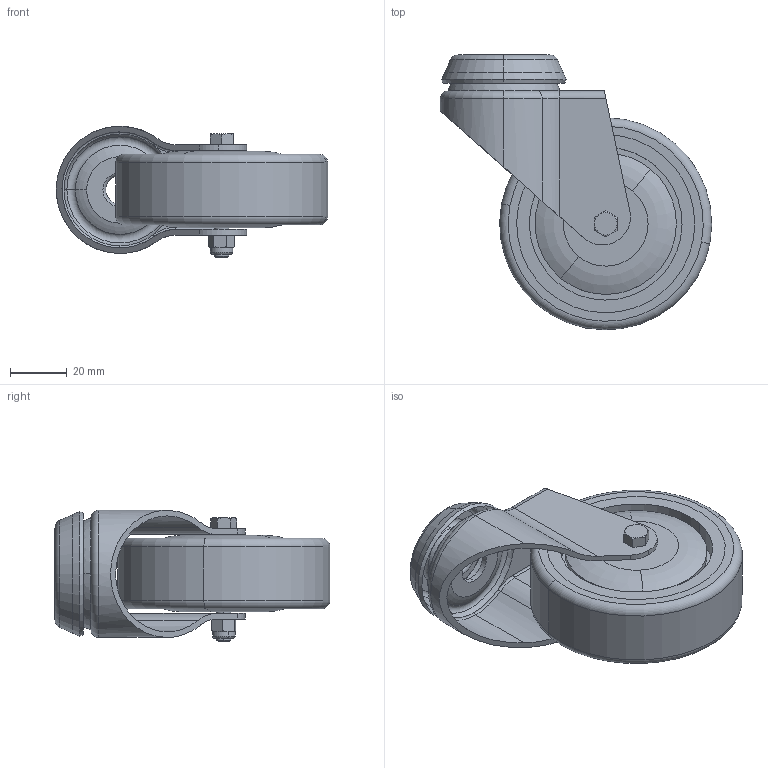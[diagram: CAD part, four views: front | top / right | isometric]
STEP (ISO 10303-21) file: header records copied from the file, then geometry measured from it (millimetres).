
FILE_DESCRIPTION (( 'STEP AP203' ), '1' );
FILE_NAME ('S3714.STEP', '2020-02-21T01:11:52', ( '' ), ( '' ), 'SwSTEP 2.0', 'SolidWorks 2013', '' );
FILE_SCHEMA (( 'CONFIG_CONTROL_DESIGN' ));
Length unit declared in the file: millimetre
Products named in the file (1): S3714
Bounding box: 96 x 97.5 x 46.5 mm (x, y, z)
Volume: 98527.5 mm3; surface area: 55919.9 mm2
Topology: 9 solids, 9 shells, 207 faces, 441 edges, 262 vertices
Faces by surface type: cylinder 67, torus 50, plane 50, cone 38, bspline 2
Entity records: 5824 total; most frequent: CARTESIAN_POINT 1163, DIRECTION 1067, ORIENTED_EDGE 882, AXIS2_PLACEMENT_3D 470, EDGE_CURVE 441, CIRCLE 264, VERTEX_POINT 262, EDGE_LOOP 237
